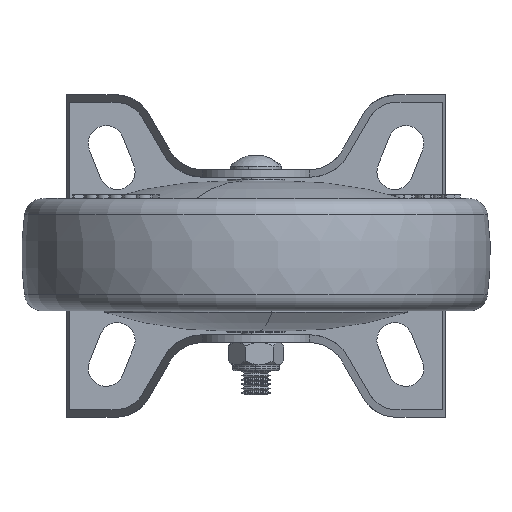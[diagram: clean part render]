
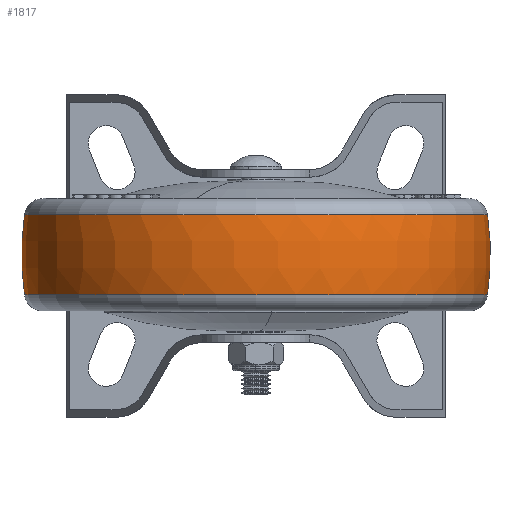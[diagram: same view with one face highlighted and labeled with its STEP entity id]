
A CAD part, front view. The second image highlights one B-rep face of the part: STEP entity #1817.
In plain terms, the highlighted toroidal (fillet/blend) face has major radius 13.25 mm and minor radius 75.75 mm.
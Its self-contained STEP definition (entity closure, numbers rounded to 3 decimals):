
#337 = DIRECTION ( 'NONE',  ( 1., 0., 0. ) ) ;
#1817 = ADVANCED_FACE ( 'NONE', ( #23988 ), #8174, .T. ) ;
#1892 = ORIENTED_EDGE ( 'NONE', *, *, #10967, .F. ) ;
#2044 = AXIS2_PLACEMENT_3D ( 'NONE', #8361, #12326, #8533 ) ;
#3130 = VERTEX_POINT ( 'NONE', #5755 ) ;
#4355 = ORIENTED_EDGE ( 'NONE', *, *, #17874, .T. ) ;
#4474 = EDGE_LOOP ( 'NONE', ( #12378, #16502, #4355, #1892 ) ) ;
#5554 = CARTESIAN_POINT ( 'NONE',  ( 61.74, -98.5, 11.048 ) ) ;
#5755 = CARTESIAN_POINT ( 'NONE',  ( 61.74, -98.5, -10.365 ) ) ;
#5872 = CARTESIAN_POINT ( 'NONE',  ( 0., -98.5, -10.365 ) ) ;
#6490 = CIRCLE ( 'NONE', #7407, 61.74 ) ;
#7407 = AXIS2_PLACEMENT_3D ( 'NONE', #5872, #15487, #13759 ) ;
#7502 = DIRECTION ( 'NONE',  ( -1., 0., 0. ) ) ;
#8174 = TOROIDAL_SURFACE ( 'NONE', #19772, -13.25, 75.75 ) ;
#8361 = CARTESIAN_POINT ( 'NONE',  ( 0., -98.5, 11.048 ) ) ;
#8368 = CIRCLE ( 'NONE', #12373, 75.75 ) ;
#8533 = DIRECTION ( 'NONE',  ( 1., 0., 0. ) ) ;
#10967 = EDGE_CURVE ( 'NONE', #22987, #17034, #8368, .T. ) ;
#12326 = DIRECTION ( 'NONE',  ( 0., 0., -1. ) ) ;
#12373 = AXIS2_PLACEMENT_3D ( 'NONE', #15388, #23292, #7502 ) ;
#12378 = ORIENTED_EDGE ( 'NONE', *, *, #20191, .T. ) ;
#12957 = CARTESIAN_POINT ( 'NONE',  ( -61.74, -98.5, -10.365 ) ) ;
#13271 = EDGE_CURVE ( 'NONE', #3130, #20903, #20941, .T. ) ;
#13759 = DIRECTION ( 'NONE',  ( -1., 0., 0. ) ) ;
#14016 = DIRECTION ( 'NONE',  ( -1., 0., 0. ) ) ;
#14298 = CARTESIAN_POINT ( 'NONE',  ( -61.74, -98.5, 11.048 ) ) ;
#15388 = CARTESIAN_POINT ( 'NONE',  ( 13.25, -98.5, 0.342 ) ) ;
#15487 = DIRECTION ( 'NONE',  ( 0., 0., 1. ) ) ;
#16502 = ORIENTED_EDGE ( 'NONE', *, *, #13271, .T. ) ;
#17034 = VERTEX_POINT ( 'NONE', #14298 ) ;
#17874 = EDGE_CURVE ( 'NONE', #20903, #17034, #19240, .T. ) ;
#19240 = CIRCLE ( 'NONE', #2044, 61.74 ) ;
#19772 = AXIS2_PLACEMENT_3D ( 'NONE', #23993, #23912, #14016 ) ;
#20163 = DIRECTION ( 'NONE',  ( 0., -1., 0. ) ) ;
#20191 = EDGE_CURVE ( 'NONE', #22987, #3130, #6490, .T. ) ;
#20903 = VERTEX_POINT ( 'NONE', #5554 ) ;
#20941 = CIRCLE ( 'NONE', #24904, 75.75 ) ;
#21927 = CARTESIAN_POINT ( 'NONE',  ( -13.25, -98.5, 0.342 ) ) ;
#22987 = VERTEX_POINT ( 'NONE', #12957 ) ;
#23292 = DIRECTION ( 'NONE',  ( 0., 1., 0. ) ) ;
#23912 = DIRECTION ( 'NONE',  ( 0., 0., 1. ) ) ;
#23988 = FACE_OUTER_BOUND ( 'NONE', #4474, .T. ) ;
#23993 = CARTESIAN_POINT ( 'NONE',  ( 0., -98.5, 0.342 ) ) ;
#24904 = AXIS2_PLACEMENT_3D ( 'NONE', #21927, #20163, #337 ) ;
